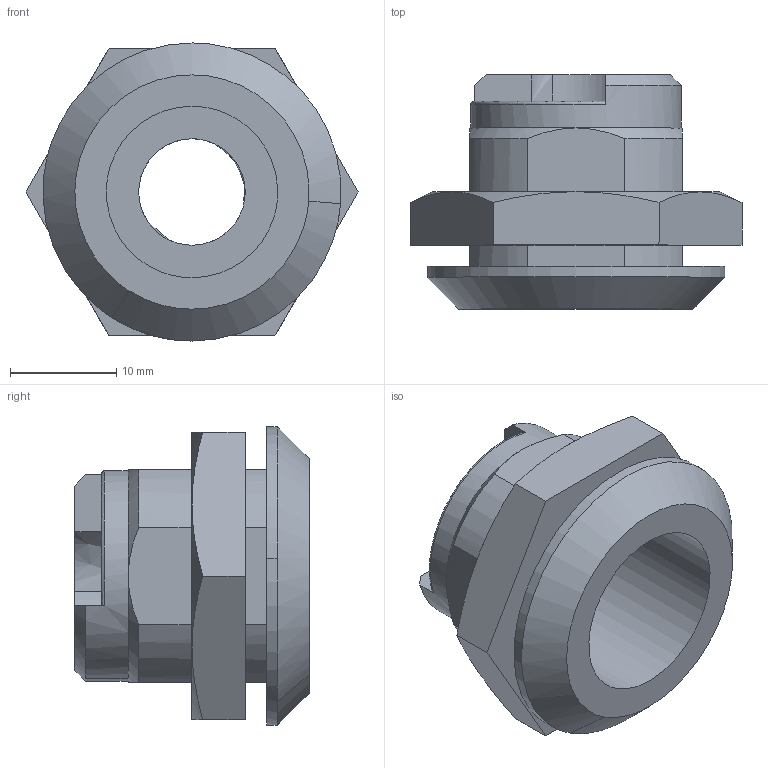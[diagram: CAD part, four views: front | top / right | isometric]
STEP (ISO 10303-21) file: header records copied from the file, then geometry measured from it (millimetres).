
FILE_DESCRIPTION((''),'2;1');
FILE_NAME('','2006-10-27T18:48:34',(''),(''),'','CADfix','');
FILE_SCHEMA(('AUTOMOTIVE_DESIGN'));
Length unit declared in the file: millimetre
Products named in the file (3): nut; housing; TEA_1000_U675_12007_36
Assembly tree (2 placements, depth 2):
  TEA_1000_U675_12007_36
    nut
    housing
Bounding box: 31.18 x 22 x 28 mm (x, y, z)
Volume: 5576.9 mm3; surface area: 4616 mm2
Topology: 2 solids, 2 shells, 48 faces, 134 edges, 92 vertices
Faces by surface type: bspline 48
Entity records: 1846 total; most frequent: CARTESIAN_POINT 1030, ORIENTED_EDGE 268, EDGE_CURVE 134, VERTEX_POINT 92, EDGE_LOOP 54, FACE_OUTER_BOUND 48, ADVANCED_FACE 48, QUASI_UNIFORM_CURVE 46
